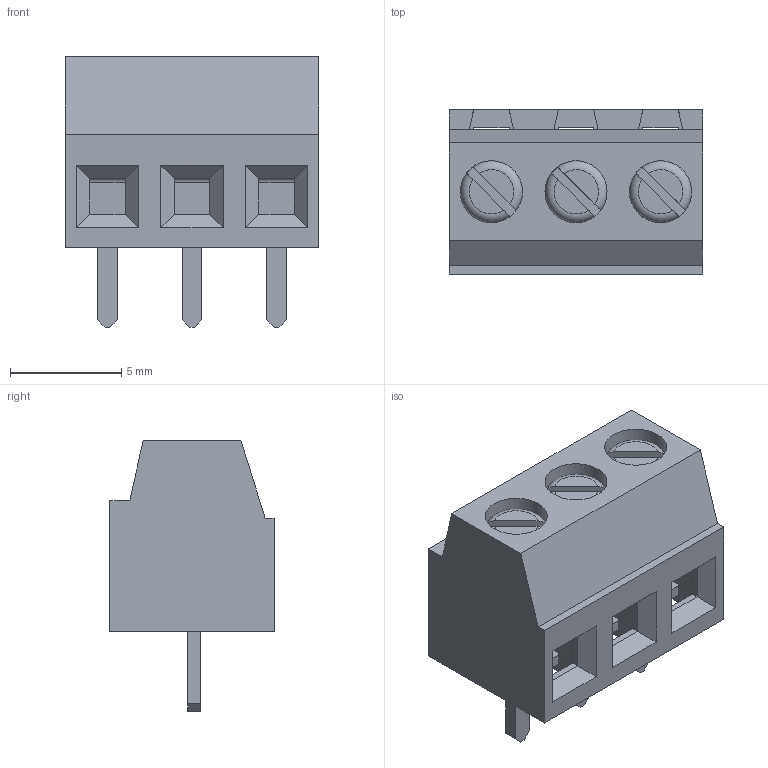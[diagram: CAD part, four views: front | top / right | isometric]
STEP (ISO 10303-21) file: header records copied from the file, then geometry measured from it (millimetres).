
FILE_DESCRIPTION(('FreeCAD Model'),'2;1');
FILE_NAME('TerminalBlock_Degson_DG381-3.81-03P.step','2021-02-10T20:03:24',( 'kicad StepUp'),('ksu MCAD'),'Open CASCADE STEP processor 7.3', 'FreeCAD','Unknown');
FILE_SCHEMA(('AUTOMOTIVE_DESIGN { 1 0 10303 214 1 1 1 1 }'));
Length unit declared in the file: millimetre
Products named in the file (1): TerminalBlock_Degson_DG381-3.81-03P
Bounding box: 11.43 x 7.4 x 12.2 mm (x, y, z)
Volume: 507.3 mm3; surface area: 958.9 mm2
Topology: 1 solids, 2 shells, 259 faces, 698 edges, 433 vertices
Faces by surface type: plane 230, cylinder 26, torus 3
Full cylindrical faces by diameter (mm): 1.6 x3, 2.8 x4
Entity records: 10095 total; most frequent: CARTESIAN_POINT 1722, ORIENTED_EDGE 1396, DIRECTION 1296, EDGE_CURVE 698, LINE 592, VECTOR 592, VERTEX_POINT 433, AXIS2_PLACEMENT_3D 352
